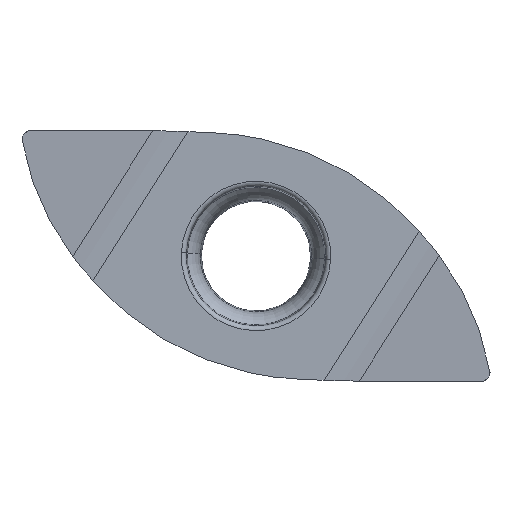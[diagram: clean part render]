
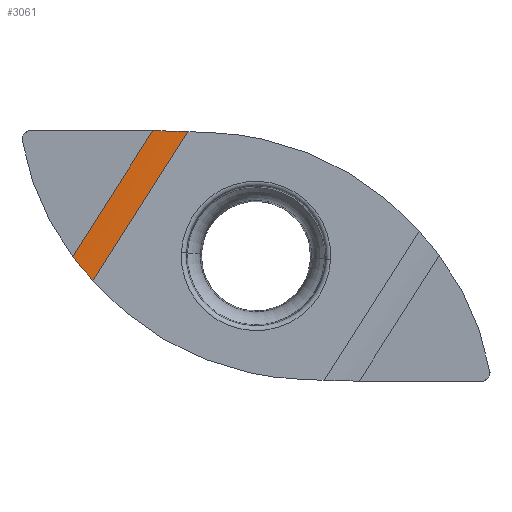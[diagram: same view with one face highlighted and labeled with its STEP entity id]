
A CAD part, top view. The second image highlights one B-rep face of the part: STEP entity #3061.
In plain terms, the highlighted cylindrical face has radius 5 mm (diameter 10 mm), a partial arc.
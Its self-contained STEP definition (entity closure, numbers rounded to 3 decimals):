
#99=CARTESIAN_POINT('',(-6.997,-1.063,0.));
#168=DIRECTION('',(0.538,0.843,0.));
#169=VECTOR('',#168,7.586);
#170=CARTESIAN_POINT('',(-6.997,-1.063,0.));
#171=LINE('',#170,#169);
#1194=CARTESIAN_POINT('',(-4.432,5.367,
-0.17));
#1195=CARTESIAN_POINT('',(-4.183,5.367,
-0.114));
#1196=CARTESIAN_POINT('',(-3.682,5.361,
-0.029));
#1197=CARTESIAN_POINT('',(-3.174,5.345,
0.));
#1198=CARTESIAN_POINT('',(-2.919,5.333,0.));
#1203=CARTESIAN_POINT('',(-7.862,-0.014,
-0.17));
#1204=CARTESIAN_POINT('',(-7.845,-0.036,
-0.163));
#1205=CARTESIAN_POINT('',(-7.811,-0.081,
-0.149));
#1206=CARTESIAN_POINT('',(-7.758,-0.148,
-0.13));
#1207=CARTESIAN_POINT('',(-7.706,-0.215,
-0.112));
#1208=CARTESIAN_POINT('',(-7.653,-0.281,
-0.095));
#1209=CARTESIAN_POINT('',(-7.599,-0.348,
-0.08));
#1210=CARTESIAN_POINT('',(-7.546,-0.414,
-0.066));
#1211=CARTESIAN_POINT('',(-7.492,-0.48,
-0.053));
#1212=CARTESIAN_POINT('',(-7.438,-0.546,
-0.042));
#1213=CARTESIAN_POINT('',(-7.383,-0.612,
-0.032));
#1214=CARTESIAN_POINT('',(-7.329,-0.677,
-0.024));
#1215=CARTESIAN_POINT('',(-7.274,-0.742,
-0.016));
#1216=CARTESIAN_POINT('',(-7.219,-0.807,
-0.01));
#1217=CARTESIAN_POINT('',(-7.163,-0.872,
-0.006));
#1218=CARTESIAN_POINT('',(-7.108,-0.936,
-0.002));
#1219=CARTESIAN_POINT('',(-7.052,-1.,
0.));
#1220=CARTESIAN_POINT('',(-7.015,-1.042,0.));
#1221=CARTESIAN_POINT('',(-6.997,-1.063,0.));
#1415=DIRECTION('',(-0.538,-0.843,0.));
#1416=VECTOR('',#1415,6.381);
#1417=CARTESIAN_POINT('',(-4.432,5.367,
-0.17));
#1418=LINE('',#1417,#1416);
#1950=VERTEX_POINT('',#99);
#1952=VERTEX_POINT('',#1203);
#1963=VERTEX_POINT('',#1194);
#1964=VERTEX_POINT('',#1198);
#3048=CARTESIAN_POINT('',(9.638,25.031,-5.));
#3049=DIRECTION('',(0.538,0.843,0.));
#3050=DIRECTION('',(-0.843,0.538,0.));
#3051=AXIS2_PLACEMENT_3D('',#3048,#3049,#3050);
#3052=CYLINDRICAL_SURFACE('',#3051,5.);
#3053=ORIENTED_EDGE('',*,*,#3024,.T.);
#3054=ORIENTED_EDGE('',*,*,#2067,.F.);
#3056=ORIENTED_EDGE('',*,*,#3055,.F.);
#3058=ORIENTED_EDGE('',*,*,#3057,.F.);
#3059=EDGE_LOOP('',(#3053,#3054,#3056,#3058));
#3060=FACE_OUTER_BOUND('',#3059,.F.);
#1199=B_SPLINE_CURVE_WITH_KNOTS('',3,(#1194,#1195,#1196,#1197,#1198),
.UNSPECIFIED.,.F.,.F.,(4,1,4),(0.,0.5,1.),.UNSPECIFIED.);
#1222=B_SPLINE_CURVE_WITH_KNOTS('',3,(#1203,#1204,#1205,#1206,#1207,#1208,#1209,
#1210,#1211,#1212,#1213,#1214,#1215,#1216,#1217,#1218,#1219,#1220,#1221),
.UNSPECIFIED.,.F.,.F.,(4,1,1,1,1,1,1,1,1,1,1,1,1,1,1,1,4),(0.,0.063,0.125,
0.188,0.25,0.313,0.375,0.438,0.5,0.563,0.625,0.688,
0.75,0.813,0.875,0.938,1.),.UNSPECIFIED.);
#2067=EDGE_CURVE('',#1950,#1964,#171,.T.);
#3024=EDGE_CURVE('',#1963,#1964,#1199,.T.);
#3055=EDGE_CURVE('',#1952,#1950,#1222,.T.);
#3057=EDGE_CURVE('',#1963,#1952,#1418,.T.);
#3061=ADVANCED_FACE('',(#3060),#3052,.T.);
